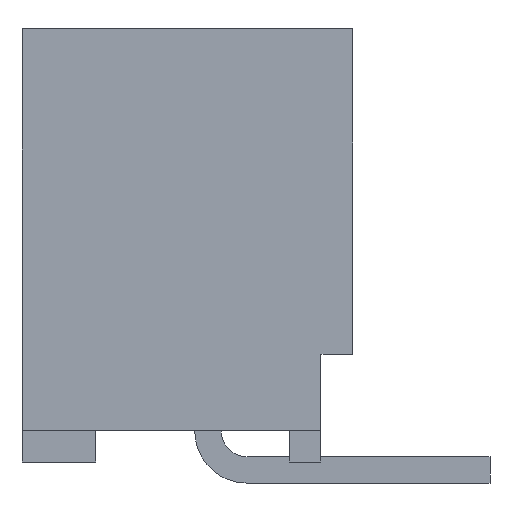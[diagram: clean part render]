
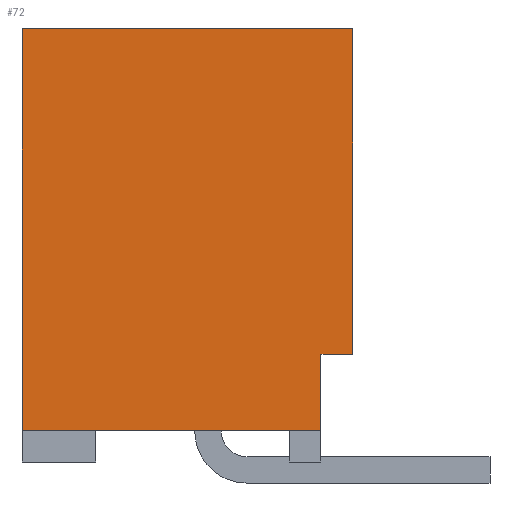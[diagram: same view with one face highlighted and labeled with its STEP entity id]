
A CAD part, left-side view. The second image highlights one B-rep face of the part: STEP entity #72.
In plain terms, the highlighted planar face has unit normal (-1, 0, 0).
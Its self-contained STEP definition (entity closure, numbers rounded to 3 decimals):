
#72=ADVANCED_FACE('',(#190),#191,.T.);
#190=FACE_OUTER_BOUND('',#367,.T.);
#191=PLANE('',#368);
#367=EDGE_LOOP('',(#753,#754,#755,#756,#757,#758));
#368=AXIS2_PLACEMENT_3D('',#759,#760,#761);
#753=ORIENTED_EDGE('',*,*,#1332,.F.);
#754=ORIENTED_EDGE('',*,*,#1333,.T.);
#755=ORIENTED_EDGE('',*,*,#1334,.T.);
#756=ORIENTED_EDGE('',*,*,#1270,.F.);
#757=ORIENTED_EDGE('',*,*,#1216,.F.);
#758=ORIENTED_EDGE('',*,*,#1253,.T.);
#759=CARTESIAN_POINT('',(-3.607,3.975,0.0));
#760=DIRECTION('',(-1.0,0.0,0.0));
#761=DIRECTION('',(0.0,0.0,1.0));
#1216=EDGE_CURVE('',#1453,#1455,#1456,.T.);
#1253=EDGE_CURVE('',#1453,#1524,#1526,.T.);
#1270=EDGE_CURVE('',#1455,#1551,#1552,.T.);
#1332=EDGE_CURVE('',#1658,#1524,#1660,.T.);
#1333=EDGE_CURVE('',#1658,#1661,#1662,.T.);
#1334=EDGE_CURVE('',#1661,#1551,#1663,.T.);
#1453=VERTEX_POINT('',#1844);
#1455=VERTEX_POINT('',#1847);
#1456=LINE('',#1848,#1849);
#1524=VERTEX_POINT('',#1952);
#1526=LINE('',#1955,#1956);
#1551=VERTEX_POINT('',#1997);
#1552=LINE('',#1998,#1999);
#1658=VERTEX_POINT('',#2163);
#1660=LINE('',#2166,#2167);
#1661=VERTEX_POINT('',#2168);
#1662=LINE('',#2169,#2170);
#1663=LINE('',#2171,#2172);
#1844=CARTESIAN_POINT('',(-3.607,-3.213,-9.652));
#1847=CARTESIAN_POINT('',(-3.607,3.975,-9.652));
#1848=CARTESIAN_POINT('',(-3.607,-3.213,-9.652));
#1849=VECTOR('',#2446,7.188);
#1952=CARTESIAN_POINT('',(-3.607,-3.213,-7.823));
#1955=CARTESIAN_POINT('',(-3.607,-3.213,-9.652));
#1956=VECTOR('',#2483,1.829);
#1997=CARTESIAN_POINT('',(-3.607,3.975,0.0));
#1998=CARTESIAN_POINT('',(-3.607,3.975,-9.652));
#1999=VECTOR('',#2500,9.652);
#2163=CARTESIAN_POINT('',(-3.607,-3.975,-7.823));
#2166=CARTESIAN_POINT('',(-3.607,-3.975,-7.823));
#2167=VECTOR('',#2566,0.762);
#2168=CARTESIAN_POINT('',(-3.607,-3.975,0.0));
#2169=CARTESIAN_POINT('',(-3.607,-3.975,-7.823));
#2170=VECTOR('',#2567,7.823);
#2171=CARTESIAN_POINT('',(-3.607,-3.975,0.0));
#2172=VECTOR('',#2568,7.95);
#2446=DIRECTION('',(0.0,1.0,0.0));
#2483=DIRECTION('',(0.0,0.0,1.0));
#2500=DIRECTION('',(0.0,0.0,1.0));
#2566=DIRECTION('',(0.0,1.0,0.0));
#2567=DIRECTION('',(0.0,0.0,1.0));
#2568=DIRECTION('',(0.0,1.0,0.0));
